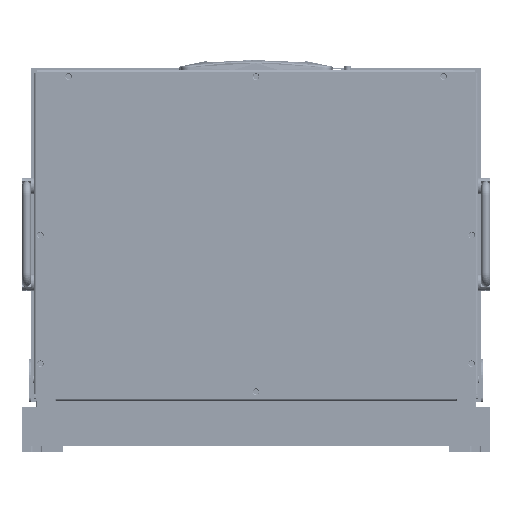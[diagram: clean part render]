
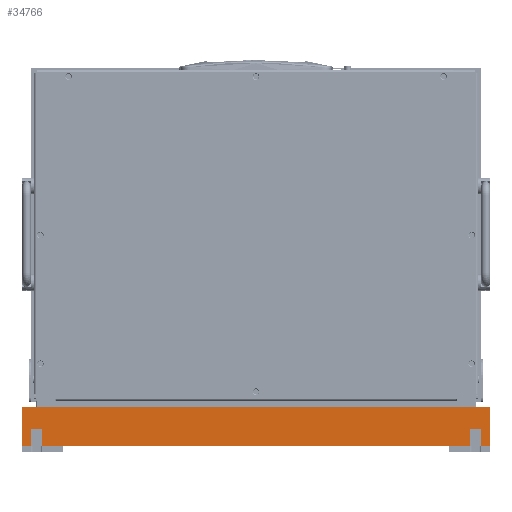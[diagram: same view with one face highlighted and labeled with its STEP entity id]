
A CAD part, front view. The second image highlights one B-rep face of the part: STEP entity #34766.
In plain terms, the highlighted planar face has unit normal (0, -1, 0).
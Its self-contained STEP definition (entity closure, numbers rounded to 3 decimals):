
#760 = VECTOR ( 'NONE', #41246, 1000. ) ;
#862 = CARTESIAN_POINT ( 'NONE',  ( -230., -4., 5. ) ) ;
#1248 = CARTESIAN_POINT ( 'NONE',  ( 242., -4., 20. ) ) ;
#1710 = DIRECTION ( 'NONE',  ( 1., 0., 0. ) ) ;
#1780 = CARTESIAN_POINT ( 'NONE',  ( 221., -4., 5. ) ) ;
#2141 = ORIENTED_EDGE ( 'NONE', *, *, #32832, .F. ) ;
#2407 = DIRECTION ( 'NONE',  ( 0., 0., -1. ) ) ;
#3332 = ORIENTED_EDGE ( 'NONE', *, *, #14817, .T. ) ;
#3783 = CARTESIAN_POINT ( 'NONE',  ( -233., -4., 20. ) ) ;
#7450 = LINE ( 'NONE', #1248, #83998 ) ;
#7953 = DIRECTION ( 'NONE',  ( 0., 0., -1. ) ) ;
#7989 = CARTESIAN_POINT ( 'NONE',  ( 233., -4., 20. ) ) ;
#8646 = CARTESIAN_POINT ( 'NONE',  ( 230., -4., 2. ) ) ;
#9480 = PLANE ( 'NONE',  #20090 ) ;
#9564 = CARTESIAN_POINT ( 'NONE',  ( -233., -4., 20. ) ) ;
#10754 = DIRECTION ( 'NONE',  ( 0., 0., 1. ) ) ;
#10879 = CARTESIAN_POINT ( 'NONE',  ( 230., -4., 2. ) ) ;
#11817 = VERTEX_POINT ( 'NONE', #57412 ) ;
#13804 = CARTESIAN_POINT ( 'NONE',  ( -242., -4., 20. ) ) ;
#13965 = LINE ( 'NONE', #40829, #760 ) ;
#14817 = EDGE_CURVE ( 'NONE', #40744, #69138, #13965, .T. ) ;
#15367 = EDGE_CURVE ( 'NONE', #33503, #40744, #69842, .T. ) ;
#15614 = EDGE_CURVE ( 'NONE', #11817, #40500, #7450, .T. ) ;
#16176 = CIRCLE ( 'NONE', #49946, 3. ) ;
#19572 = EDGE_CURVE ( 'NONE', #83391, #40221, #74943, .T. ) ;
#20012 = EDGE_CURVE ( 'NONE', #72082, #32580, #44393, .T. ) ;
#20090 = AXIS2_PLACEMENT_3D ( 'NONE', #55772, #29310, #2407 ) ;
#22184 = CARTESIAN_POINT ( 'NONE',  ( -242., -4., -20. ) ) ;
#24004 = VECTOR ( 'NONE', #10754, 1000. ) ;
#25355 = DIRECTION ( 'NONE',  ( 1., 0., 0. ) ) ;
#25826 = VECTOR ( 'NONE', #74593, 1000. ) ;
#25902 = AXIS2_PLACEMENT_3D ( 'NONE', #862, #55975, #7953 ) ;
#26235 = AXIS2_PLACEMENT_3D ( 'NONE', #39088, #66405, #38209 ) ;
#26464 = CARTESIAN_POINT ( 'NONE',  ( -221., -4., 20. ) ) ;
#26610 = VERTEX_POINT ( 'NONE', #44252 ) ;
#27004 = DIRECTION ( 'NONE',  ( 0., 0., 1. ) ) ;
#27838 = CARTESIAN_POINT ( 'NONE',  ( 224., -4., 5. ) ) ;
#27908 = VECTOR ( 'NONE', #37764, 1000. ) ;
#27969 = VECTOR ( 'NONE', #36063, 1000. ) ;
#28693 = DIRECTION ( 'NONE',  ( 0., 1., 0. ) ) ;
#28805 = ORIENTED_EDGE ( 'NONE', *, *, #60916, .F. ) ;
#29310 = DIRECTION ( 'NONE',  ( 0., -1., 0. ) ) ;
#30311 = ORIENTED_EDGE ( 'NONE', *, *, #20012, .T. ) ;
#30419 = CARTESIAN_POINT ( 'NONE',  ( -224., -4., 5. ) ) ;
#31873 = LINE ( 'NONE', #45117, #55568 ) ;
#32580 = VERTEX_POINT ( 'NONE', #8646 ) ;
#32832 = EDGE_CURVE ( 'NONE', #55946, #38533, #85748, .T. ) ;
#32930 = VERTEX_POINT ( 'NONE', #22184 ) ;
#33187 = LINE ( 'NONE', #13804, #54971 ) ;
#33234 = ORIENTED_EDGE ( 'NONE', *, *, #77189, .F. ) ;
#33503 = VERTEX_POINT ( 'NONE', #46998 ) ;
#34171 = CARTESIAN_POINT ( 'NONE',  ( 242., -4., -20. ) ) ;
#34766 = ADVANCED_FACE ( 'NONE', ( #64138 ), #9480, .T. ) ;
#34782 = DIRECTION ( 'NONE',  ( 0., 0., -1. ) ) ;
#35201 = LINE ( 'NONE', #62969, #27969 ) ;
#35418 = ORIENTED_EDGE ( 'NONE', *, *, #37088, .T. ) ;
#36063 = DIRECTION ( 'NONE',  ( 0., 0., -1. ) ) ;
#37088 = EDGE_CURVE ( 'NONE', #69138, #55138, #76603, .T. ) ;
#37764 = DIRECTION ( 'NONE',  ( -1., 0., 0. ) ) ;
#38209 = DIRECTION ( 'NONE',  ( 0., 0., 1. ) ) ;
#38533 = VERTEX_POINT ( 'NONE', #65783 ) ;
#39073 = EDGE_CURVE ( 'NONE', #40107, #72082, #47871, .T. ) ;
#39088 = CARTESIAN_POINT ( 'NONE',  ( 230., -4., 5. ) ) ;
#39465 = ORIENTED_EDGE ( 'NONE', *, *, #39073, .T. ) ;
#40107 = VERTEX_POINT ( 'NONE', #7989 ) ;
#40221 = VERTEX_POINT ( 'NONE', #9564 ) ;
#40500 = VERTEX_POINT ( 'NONE', #34171 ) ;
#40744 = VERTEX_POINT ( 'NONE', #58834 ) ;
#40829 = CARTESIAN_POINT ( 'NONE',  ( -230., -4., 2. ) ) ;
#41246 = DIRECTION ( 'NONE',  ( -1., 0., 0. ) ) ;
#42953 = VERTEX_POINT ( 'NONE', #1780 ) ;
#43250 = ORIENTED_EDGE ( 'NONE', *, *, #77063, .T. ) ;
#43491 = LINE ( 'NONE', #10879, #27908 ) ;
#44252 = CARTESIAN_POINT ( 'NONE',  ( 224., -4., 2. ) ) ;
#44393 = CIRCLE ( 'NONE', #26235, 3. ) ;
#44685 = DIRECTION ( 'NONE',  ( -1., 0., 0. ) ) ;
#45117 = CARTESIAN_POINT ( 'NONE',  ( -242., -4., -20. ) ) ;
#46821 = LINE ( 'NONE', #73727, #25826 ) ;
#46933 = EDGE_CURVE ( 'NONE', #32580, #26610, #43491, .T. ) ;
#46998 = CARTESIAN_POINT ( 'NONE',  ( -221., -4., 5. ) ) ;
#47871 = LINE ( 'NONE', #81826, #61379 ) ;
#49561 = CARTESIAN_POINT ( 'NONE',  ( 233., -4., 5. ) ) ;
#49946 = AXIS2_PLACEMENT_3D ( 'NONE', #27838, #28693, #54272 ) ;
#51491 = EDGE_LOOP ( 'NONE', ( #85780, #61146, #33234, #70354, #82973, #28805, #39465, #30311, #65063, #80166, #43250, #2141, #72705, #54941, #3332, #35418 ) ) ;
#52966 = AXIS2_PLACEMENT_3D ( 'NONE', #30419, #81309, #74703 ) ;
#54272 = DIRECTION ( 'NONE',  ( 0., 0., 1. ) ) ;
#54941 = ORIENTED_EDGE ( 'NONE', *, *, #15367, .T. ) ;
#54971 = VECTOR ( 'NONE', #27004, 1000. ) ;
#55138 = VERTEX_POINT ( 'NONE', #80045 ) ;
#55412 = EDGE_CURVE ( 'NONE', #40500, #32930, #31873, .T. ) ;
#55568 = VECTOR ( 'NONE', #44685, 1000. ) ;
#55772 = CARTESIAN_POINT ( 'NONE',  ( 242., -4., -20. ) ) ;
#55946 = VERTEX_POINT ( 'NONE', #26464 ) ;
#55975 = DIRECTION ( 'NONE',  ( 0., 1., 0. ) ) ;
#57412 = CARTESIAN_POINT ( 'NONE',  ( 242., -4., 20. ) ) ;
#58544 = VECTOR ( 'NONE', #72132, 1000. ) ;
#58834 = CARTESIAN_POINT ( 'NONE',  ( -224., -4., 2. ) ) ;
#60916 = EDGE_CURVE ( 'NONE', #40107, #11817, #46821, .T. ) ;
#61146 = ORIENTED_EDGE ( 'NONE', *, *, #19572, .F. ) ;
#61379 = VECTOR ( 'NONE', #61975, 1000. ) ;
#61975 = DIRECTION ( 'NONE',  ( 0., 0., -1. ) ) ;
#62233 = EDGE_CURVE ( 'NONE', #26610, #42953, #16176, .T. ) ;
#62969 = CARTESIAN_POINT ( 'NONE',  ( -221., -4., 20. ) ) ;
#64138 = FACE_OUTER_BOUND ( 'NONE', #51491, .T. ) ;
#65063 = ORIENTED_EDGE ( 'NONE', *, *, #46933, .T. ) ;
#65471 = CARTESIAN_POINT ( 'NONE',  ( -242., -4., 20. ) ) ;
#65783 = CARTESIAN_POINT ( 'NONE',  ( 221., -4., 20. ) ) ;
#66405 = DIRECTION ( 'NONE',  ( 0., 1., 0. ) ) ;
#67317 = VECTOR ( 'NONE', #1710, 1000. ) ;
#69092 = EDGE_CURVE ( 'NONE', #55138, #40221, #86214, .T. ) ;
#69138 = VERTEX_POINT ( 'NONE', #77849 ) ;
#69842 = CIRCLE ( 'NONE', #52966, 3. ) ;
#70354 = ORIENTED_EDGE ( 'NONE', *, *, #55412, .F. ) ;
#72082 = VERTEX_POINT ( 'NONE', #49561 ) ;
#72132 = DIRECTION ( 'NONE',  ( 0., 0., 1. ) ) ;
#72705 = ORIENTED_EDGE ( 'NONE', *, *, #83115, .T. ) ;
#73727 = CARTESIAN_POINT ( 'NONE',  ( -242., -4., 20. ) ) ;
#74593 = DIRECTION ( 'NONE',  ( 1., 0., 0. ) ) ;
#74703 = DIRECTION ( 'NONE',  ( 0., 0., -1. ) ) ;
#74943 = LINE ( 'NONE', #75367, #67317 ) ;
#75367 = CARTESIAN_POINT ( 'NONE',  ( -242., -4., 20. ) ) ;
#76406 = VECTOR ( 'NONE', #25355, 1000. ) ;
#76603 = CIRCLE ( 'NONE', #25902, 3. ) ;
#76877 = LINE ( 'NONE', #84367, #24004 ) ;
#77063 = EDGE_CURVE ( 'NONE', #42953, #38533, #76877, .T. ) ;
#77189 = EDGE_CURVE ( 'NONE', #32930, #83391, #33187, .T. ) ;
#77849 = CARTESIAN_POINT ( 'NONE',  ( -230., -4., 2. ) ) ;
#79251 = CARTESIAN_POINT ( 'NONE',  ( -242., -4., 20. ) ) ;
#80045 = CARTESIAN_POINT ( 'NONE',  ( -233., -4., 5. ) ) ;
#80166 = ORIENTED_EDGE ( 'NONE', *, *, #62233, .T. ) ;
#81309 = DIRECTION ( 'NONE',  ( 0., 1., 0. ) ) ;
#81826 = CARTESIAN_POINT ( 'NONE',  ( 233., -4., 20. ) ) ;
#82973 = ORIENTED_EDGE ( 'NONE', *, *, #15614, .F. ) ;
#83115 = EDGE_CURVE ( 'NONE', #55946, #33503, #35201, .T. ) ;
#83391 = VERTEX_POINT ( 'NONE', #79251 ) ;
#83998 = VECTOR ( 'NONE', #34782, 1000. ) ;
#84367 = CARTESIAN_POINT ( 'NONE',  ( 221., -4., 20. ) ) ;
#85748 = LINE ( 'NONE', #65471, #76406 ) ;
#85780 = ORIENTED_EDGE ( 'NONE', *, *, #69092, .T. ) ;
#86214 = LINE ( 'NONE', #3783, #58544 ) ;
